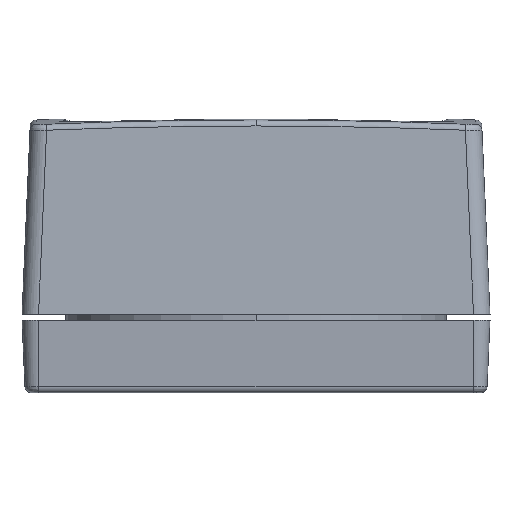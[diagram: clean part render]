
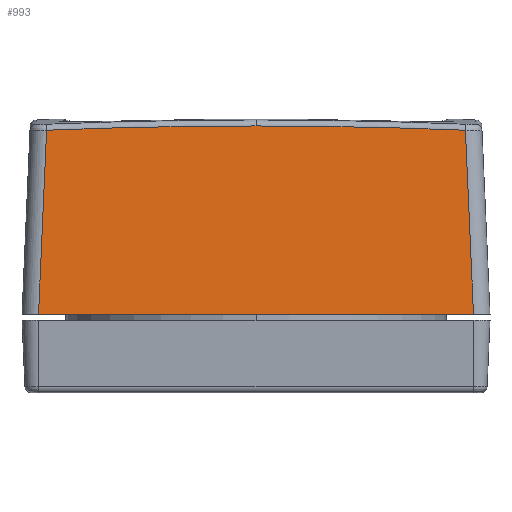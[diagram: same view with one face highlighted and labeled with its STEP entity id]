
A CAD part, left-side view. The second image highlights one B-rep face of the part: STEP entity #993.
In plain terms, the highlighted planar face has unit normal (-0.999, 0, 0.044).
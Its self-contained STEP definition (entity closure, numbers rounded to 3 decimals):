
#786 = EDGE_CURVE ( 'NONE', #5560, #12586, #6747, .T. ) ;
#804 = EDGE_CURVE ( 'NONE', #5608, #5583, #6766, .T. ) ;
#814 = EDGE_CURVE ( 'NONE', #5583, #5560, #6790, .T. ) ;
#828 = EDGE_CURVE ( 'NONE', #12647, #5608, #6819, .T. ) ;
#993 = ADVANCED_FACE ( 'NONE', ( #7009 ), #8616, .T. ) ;
#1052 = AXIS2_PLACEMENT_3D ( 'NONE', #12059, #12061, #12062 ) ;
#1086 = AXIS2_PLACEMENT_3D ( 'NONE', #5464, #5465, #5466 ) ;
#1829 = ORIENTED_EDGE ( 'NONE', *, *, #786, .T. ) ;
#1830 = ORIENTED_EDGE ( 'NONE', *, *, #6110, .T. ) ;
#1831 = ORIENTED_EDGE ( 'NONE', *, *, #828, .T. ) ;
#1832 = ORIENTED_EDGE ( 'NONE', *, *, #804, .T. ) ;
#1833 = ORIENTED_EDGE ( 'NONE', *, *, #814, .T. ) ;
#2050 = EDGE_LOOP ( 'NONE', ( #1829, #1830, #1831, #1832, #1833 ) ) ;
#3650 = CIRCLE ( 'NONE', #1086, 2487.748 ) ;
#4724 = CARTESIAN_POINT ( 'NONE',  ( -113., -105.008, 0. ) ) ;
#4747 = CARTESIAN_POINT ( 'NONE',  ( -113., 105.008, 0. ) ) ;
#4772 = CARTESIAN_POINT ( 'NONE',  ( -109.122, 101.129, 88.824 ) ) ;
#5464 = CARTESIAN_POINT ( 'NONE',  ( -217.546, 0., -2394.502 ) ) ;
#5465 = DIRECTION ( 'NONE',  ( -0.999, 0., 0.044 ) ) ;
#5466 = DIRECTION ( 'NONE',  ( 0.044, 0., 0.999 ) ) ;
#5560 = VERTEX_POINT ( 'NONE', #4724 ) ;
#5583 = VERTEX_POINT ( 'NONE', #4747 ) ;
#5608 = VERTEX_POINT ( 'NONE', #4772 ) ;
#6110 = EDGE_CURVE ( 'NONE', #12586, #12647, #3650, .T. ) ;
#6747 = LINE ( 'NONE', #11836, #6752 ) ;
#6752 = VECTOR ( 'NONE', #11847, 1000. ) ;
#6766 = LINE ( 'NONE', #11924, #6775 ) ;
#6775 = VECTOR ( 'NONE', #11930, 1000. ) ;
#6790 = LINE ( 'NONE', #11997, #6793 ) ;
#6793 = VECTOR ( 'NONE', #11998, 1000. ) ;
#6819 = CIRCLE ( 'NONE', #1052, 2487.748 ) ;
#7009 = FACE_OUTER_BOUND ( 'NONE', #2050, .T. ) ;
#8616 = PLANE ( 'NONE',  #12753 ) ;
#8617 = CARTESIAN_POINT ( 'NONE',  ( -113., 113., 0. ) ) ;
#8625 = DIRECTION ( 'NONE',  ( -0.999, 0., 0.044 ) ) ;
#8626 = DIRECTION ( 'NONE',  ( 0.044, 0., 0.999 ) ) ;
#10873 = CARTESIAN_POINT ( 'NONE',  ( -109.122, -101.129, 88.824 ) ) ;
#10931 = CARTESIAN_POINT ( 'NONE',  ( -109.032, 0., 90.878 ) ) ;
#11836 = CARTESIAN_POINT ( 'NONE',  ( -112.586, -104.594, 9.482 ) ) ;
#11847 = DIRECTION ( 'NONE',  ( 0.044, 0.044, 0.998 ) ) ;
#11924 = CARTESIAN_POINT ( 'NONE',  ( -113.015, 105.023, -0.348 ) ) ;
#11930 = DIRECTION ( 'NONE',  ( -0.044, 0.044, -0.998 ) ) ;
#11997 = CARTESIAN_POINT ( 'NONE',  ( -113., 113., 0. ) ) ;
#11998 = DIRECTION ( 'NONE',  ( 0., -1., 0. ) ) ;
#12059 = CARTESIAN_POINT ( 'NONE',  ( -217.546, 0., -2394.502 ) ) ;
#12061 = DIRECTION ( 'NONE',  ( -0.999, 0., 0.044 ) ) ;
#12062 = DIRECTION ( 'NONE',  ( 0.044, 0., 0.999 ) ) ;
#12586 = VERTEX_POINT ( 'NONE', #10873 ) ;
#12647 = VERTEX_POINT ( 'NONE', #10931 ) ;
#12753 = AXIS2_PLACEMENT_3D ( 'NONE', #8617, #8625, #8626 ) ;
